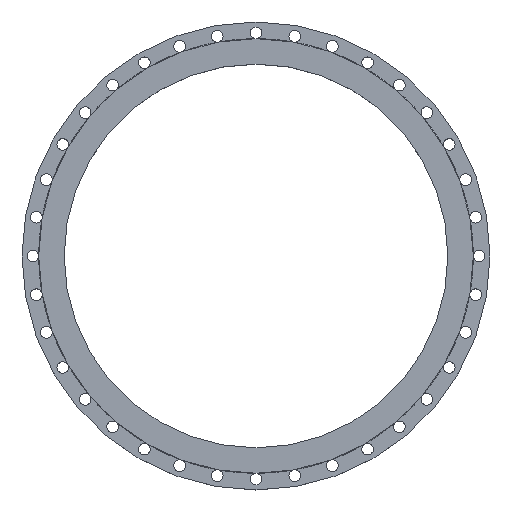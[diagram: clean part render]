
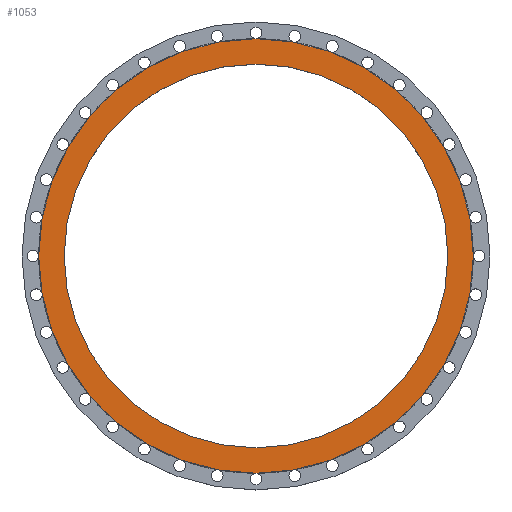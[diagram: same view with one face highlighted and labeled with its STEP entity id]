
A CAD part, top view. The second image highlights one B-rep face of the part: STEP entity #1053.
In plain terms, the highlighted planar face has unit normal (0, 0, 1).
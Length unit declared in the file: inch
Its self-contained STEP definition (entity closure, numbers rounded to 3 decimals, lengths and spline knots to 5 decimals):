
#170 = CARTESIAN_POINT ( 'NONE',  ( -18.6875, 0., 0. ) ) ;
#205 = DIRECTION ( 'NONE',  ( 1., 0., 0. ) ) ;
#325 = ORIENTED_EDGE ( 'NONE', *, *, #3296, .T. ) ;
#337 = DIRECTION ( 'NONE',  ( 1., 0., 0. ) ) ;
#385 = CIRCLE ( 'NONE', #3001, 18.6875 ) ;
#399 = CARTESIAN_POINT ( 'NONE',  ( 0., 0., 0. ) ) ;
#549 = DIRECTION ( 'NONE',  ( 1., 0., 0. ) ) ;
#586 = DIRECTION ( 'NONE',  ( 0., 0., 1. ) ) ;
#626 = CARTESIAN_POINT ( 'NONE',  ( 0., 0., 0. ) ) ;
#661 = DIRECTION ( 'NONE',  ( 0., 0., 1. ) ) ;
#948 = EDGE_LOOP ( 'NONE', ( #2273, #2176 ) ) ;
#1008 = EDGE_CURVE ( 'NONE', #1622, #3373, #2664, .T. ) ;
#1053 = ADVANCED_FACE ( 'NONE', ( #2991, #2682 ), #3255, .F. ) ;
#1115 = EDGE_CURVE ( 'NONE', #3738, #2451, #1679, .T. ) ;
#1295 = CARTESIAN_POINT ( 'NONE',  ( -16.5, 0., 0. ) ) ;
#1486 = CARTESIAN_POINT ( 'NONE',  ( 0., 0., 0. ) ) ;
#1582 = AXIS2_PLACEMENT_3D ( 'NONE', #2578, #1712, #549 ) ;
#1622 = VERTEX_POINT ( 'NONE', #3640 ) ;
#1679 = CIRCLE ( 'NONE', #2791, 18.6875 ) ;
#1712 = DIRECTION ( 'NONE',  ( 0., 0., 1. ) ) ;
#1772 = DIRECTION ( 'NONE',  ( 1., 0., 0. ) ) ;
#1789 = DIRECTION ( 'NONE',  ( 0., 0., -1. ) ) ;
#2176 = ORIENTED_EDGE ( 'NONE', *, *, #3091, .F. ) ;
#2273 = ORIENTED_EDGE ( 'NONE', *, *, #1008, .F. ) ;
#2451 = VERTEX_POINT ( 'NONE', #170 ) ;
#2578 = CARTESIAN_POINT ( 'NONE',  ( 0., 0., 0. ) ) ;
#2610 = CARTESIAN_POINT ( 'NONE',  ( 18.6875, 0., 0. ) ) ;
#2664 = CIRCLE ( 'NONE', #3153, 16.5 ) ;
#2682 = FACE_OUTER_BOUND ( 'NONE', #3175, .T. ) ;
#2736 = ORIENTED_EDGE ( 'NONE', *, *, #1115, .T. ) ;
#2791 = AXIS2_PLACEMENT_3D ( 'NONE', #399, #3293, #205 ) ;
#2936 = DIRECTION ( 'NONE',  ( -1., 0., 0. ) ) ;
#2991 = FACE_BOUND ( 'NONE', #948, .T. ) ;
#3001 = AXIS2_PLACEMENT_3D ( 'NONE', #626, #586, #1772 ) ;
#3091 = EDGE_CURVE ( 'NONE', #3373, #1622, #3358, .T. ) ;
#3153 = AXIS2_PLACEMENT_3D ( 'NONE', #1486, #661, #337 ) ;
#3175 = EDGE_LOOP ( 'NONE', ( #2736, #325 ) ) ;
#3255 = PLANE ( 'NONE',  #3402 ) ;
#3293 = DIRECTION ( 'NONE',  ( 0., 0., 1. ) ) ;
#3296 = EDGE_CURVE ( 'NONE', #2451, #3738, #385, .T. ) ;
#3358 = CIRCLE ( 'NONE', #1582, 16.5 ) ;
#3373 = VERTEX_POINT ( 'NONE', #1295 ) ;
#3402 = AXIS2_PLACEMENT_3D ( 'NONE', #3594, #1789, #2936 ) ;
#3594 = CARTESIAN_POINT ( 'NONE',  ( 0., 16.5, 0. ) ) ;
#3640 = CARTESIAN_POINT ( 'NONE',  ( 16.5, 0., 0. ) ) ;
#3738 = VERTEX_POINT ( 'NONE', #2610 ) ;
